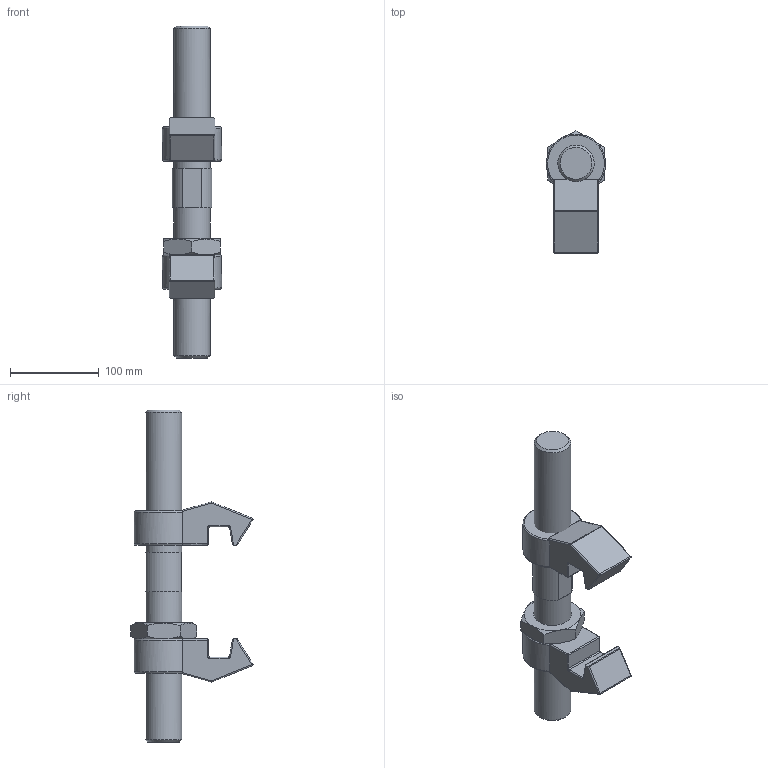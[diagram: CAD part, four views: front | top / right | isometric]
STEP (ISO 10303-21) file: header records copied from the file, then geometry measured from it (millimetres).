
FILE_DESCRIPTION(('FreeCAD Model'),'2;1');
FILE_NAME('Open CASCADE Shape Model','2025-05-03T20:49:20',('FreeCAD'),( 'FreeCAD'),'Open CASCADE STEP processor 7.6','FreeCAD','Unknown');
FILE_SCHEMA(('AUTOMOTIVE_DESIGN { 1 0 10303 214 1 1 1 1 }'));
Length unit declared in the file: millimetre
Products named in the file (1): Open CASCADE STEP translator 7.6 1
Bounding box: 66.59 x 137.54 x 374 mm (x, y, z)
Volume: 945290.8 mm3; surface area: 121449.7 mm2
Topology: 4 solids, 4 shells, 145 faces, 334 edges, 195 vertices
Faces by surface type: bspline 145
Entity records: 4303 total; most frequent: CARTESIAN_POINT 2443, ORIENTED_EDGE 668, EDGE_CURVE 334, VERTEX_POINT 195, B_SPLINE_CURVE_WITH_KNOTS 155, FACE_BOUND 149, EDGE_LOOP 149, ADVANCED_FACE 145
